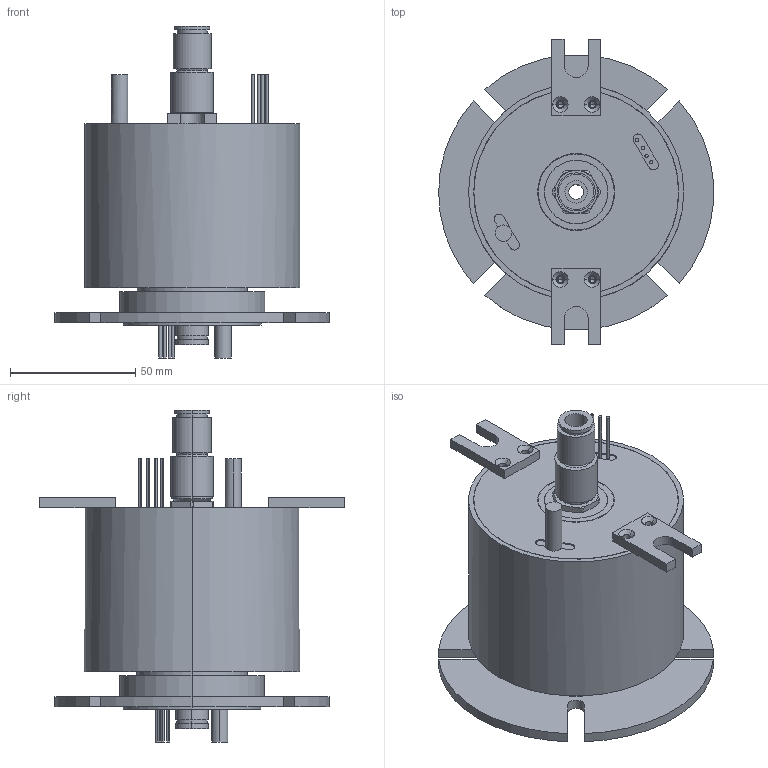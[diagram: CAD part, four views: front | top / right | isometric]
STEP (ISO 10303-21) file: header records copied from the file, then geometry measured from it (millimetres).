
FILE_DESCRIPTION (( 'STEP AP203' ), '1' );
FILE_NAME ('装配体1.STEP', '2021-02-03T03:32:29', ( '微软用户' ), ( '微软中国' ), 'SwSTEP 2.0', 'SolidWorks 2014', '' );
FILE_SCHEMA (( 'CONFIG_CONTROL_DESIGN' ));
Length unit declared in the file: millimetre
Products named in the file (4): KSH08-02S; 蚾饜极1; 1; KQ2S08-02S
Assembly tree (3 placements, depth 2):
  蚾饜极1
    1
    KQ2S08-02S
    KSH08-02S
Bounding box: 109.82 x 122 x 132.7 mm (x, y, z)
Volume: 440087.2 mm3; surface area: 69963.4 mm2
Topology: 3 solids, 3 shells, 269 faces, 635 edges, 406 vertices
Faces by surface type: cylinder 131, plane 98, cone 36, torus 4
Entity records: 8239 total; most frequent: DIRECTION 1453, CARTESIAN_POINT 1422, ORIENTED_EDGE 1254, EDGE_CURVE 627, AXIS2_PLACEMENT_3D 589, VERTEX_POINT 406, EDGE_LOOP 321, CIRCLE 314
